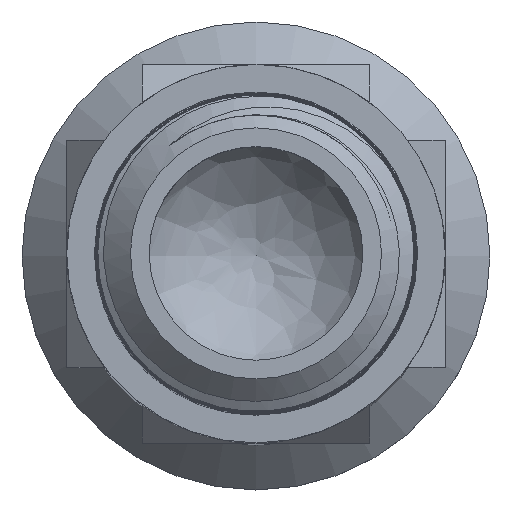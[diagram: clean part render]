
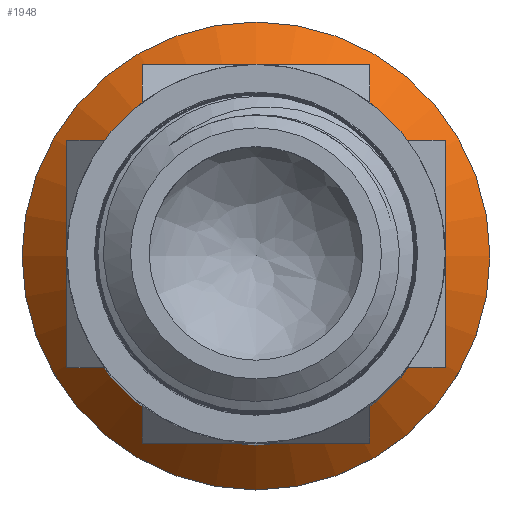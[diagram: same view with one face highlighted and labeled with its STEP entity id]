
A CAD part, top view. The second image highlights one B-rep face of the part: STEP entity #1948.
In plain terms, the highlighted conical face has half-angle 45 degrees and reference radius 13.975 mm.
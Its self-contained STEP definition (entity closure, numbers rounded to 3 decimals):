
#156=FACE_OUTER_BOUND('',#272,.T.);
#272=EDGE_LOOP('',(#1360,#1361,#1362,#1363,#1364,#1365));
#397=CIRCLE('',#2083,12.5);
#398=CIRCLE('',#2084,12.5);
#399=CIRCLE('',#2085,15.45);
#400=CIRCLE('',#2086,15.45);
#515=LINE('',#3119,#682);
#682=VECTOR('',#2217,13.975);
#859=VERTEX_POINT('',#3114);
#860=VERTEX_POINT('',#3115);
#861=VERTEX_POINT('',#3118);
#862=VERTEX_POINT('',#3120);
#1058=EDGE_CURVE('',#859,#860,#397,.T.);
#1059=EDGE_CURVE('',#860,#859,#398,.T.);
#1060=EDGE_CURVE('',#859,#861,#515,.T.);
#1061=EDGE_CURVE('',#861,#862,#399,.T.);
#1062=EDGE_CURVE('',#862,#861,#400,.T.);
#1360=ORIENTED_EDGE('',*,*,#1058,.T.);
#1361=ORIENTED_EDGE('',*,*,#1059,.T.);
#1362=ORIENTED_EDGE('',*,*,#1060,.T.);
#1363=ORIENTED_EDGE('',*,*,#1061,.T.);
#1364=ORIENTED_EDGE('',*,*,#1062,.T.);
#1365=ORIENTED_EDGE('',*,*,#1060,.F.);
#1940=CONICAL_SURFACE('',#2082,13.975,0.785);
#1948=ADVANCED_FACE('',(#156),#1940,.T.);
#2082=AXIS2_PLACEMENT_3D('',#3113,#2211,#2212);
#2083=AXIS2_PLACEMENT_3D('',#3116,#2213,#2214);
#2084=AXIS2_PLACEMENT_3D('',#3117,#2215,#2216);
#2085=AXIS2_PLACEMENT_3D('',#3121,#2218,#2219);
#2086=AXIS2_PLACEMENT_3D('',#3122,#2220,#2221);
#2211=DIRECTION('center_axis',(0.,0.,-1.));
#2212=DIRECTION('ref_axis',(0.,1.,0.));
#2213=DIRECTION('center_axis',(0.,0.,-1.));
#2214=DIRECTION('ref_axis',(0.,1.,0.));
#2215=DIRECTION('center_axis',(0.,0.,-1.));
#2216=DIRECTION('ref_axis',(0.,1.,0.));
#2217=DIRECTION('',(0.,-0.707,-0.707));
#2218=DIRECTION('center_axis',(0.,0.,1.));
#2219=DIRECTION('ref_axis',(0.,-1.,0.));
#2220=DIRECTION('center_axis',(0.,0.,1.));
#2221=DIRECTION('ref_axis',(0.,-1.,0.));
#3113=CARTESIAN_POINT('Origin',(0.,0.,-96.325));
#3114=CARTESIAN_POINT('',(0.,-12.5,-94.85));
#3115=CARTESIAN_POINT('',(0.,12.5,-94.85));
#3116=CARTESIAN_POINT('Origin',(0.,0.,-94.85));
#3117=CARTESIAN_POINT('Origin',(0.,0.,-94.85));
#3118=CARTESIAN_POINT('',(0.,-15.45,-97.8));
#3119=CARTESIAN_POINT('',(0.,-13.975,-96.325));
#3120=CARTESIAN_POINT('',(0.,15.45,-97.8));
#3121=CARTESIAN_POINT('Origin',(0.,0.,-97.8));
#3122=CARTESIAN_POINT('Origin',(0.,0.,-97.8));
